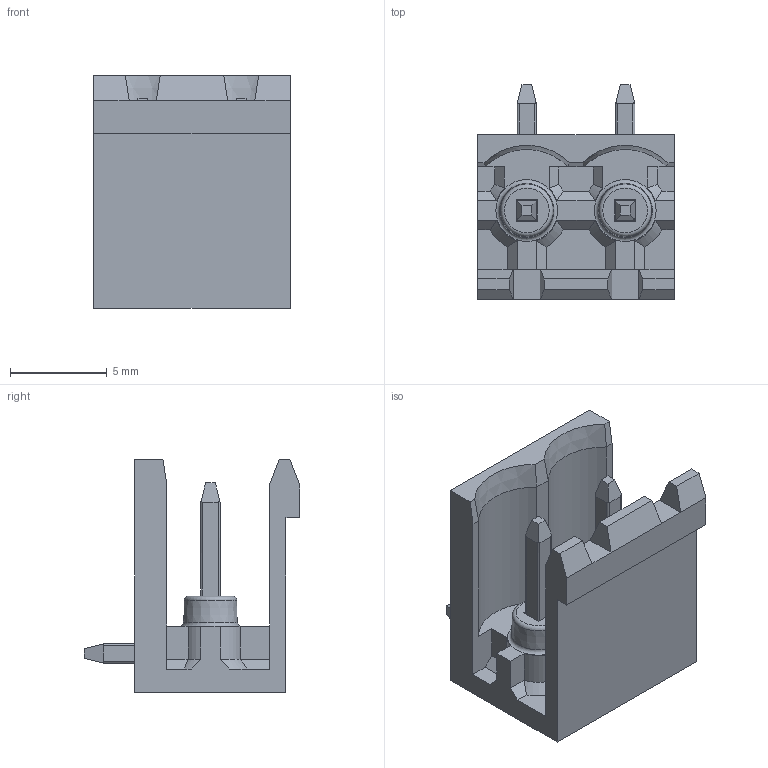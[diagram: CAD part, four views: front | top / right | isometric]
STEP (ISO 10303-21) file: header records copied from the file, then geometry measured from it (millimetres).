
FILE_DESCRIPTION(/* description */ ('Unknown'),/* implementation_level */ '2;1');
FILE_NAME(/* name */ '691701530002B',/* time_stamp */ '2023-12-13T15:10:45+01:00',/* author */ ('Unknown'),/* organization */ ('Unknown'),/* preprocessor_version */ 'ST-DEVELOPER v18.102',/* originating_system */ 'Solid Edge',/* authorisation */ 'Unknown');
FILE_SCHEMA (('AUTOMOTIVE_DESIGN {1 0 10303 214 3 1 1}'));
Length unit declared in the file: millimetre
Products named in the file (3): 6917015300xxB; 691701500002B; 6917015300xxB_PIN
Assembly tree (3 placements, depth 2):
  6917015300xxB
    691701500002B
    6917015300xxB_PIN  x2
Bounding box: 10.16 x 11.1 x 12 mm (x, y, z)
Volume: 383 mm3; surface area: 941.2 mm2
Topology: 3 solids, 3 shells, 199 faces, 525 edges, 334 vertices
Faces by surface type: plane 143, cylinder 30, cone 12, torus 12, sphere 2
Entity records: 5173 total; most frequent: CARTESIAN_POINT 948, ORIENTED_EDGE 870, DIRECTION 833, EDGE_CURVE 435, LINE 343, VECTOR 343, VERTEX_POINT 280, AXIS2_PLACEMENT_3D 245
